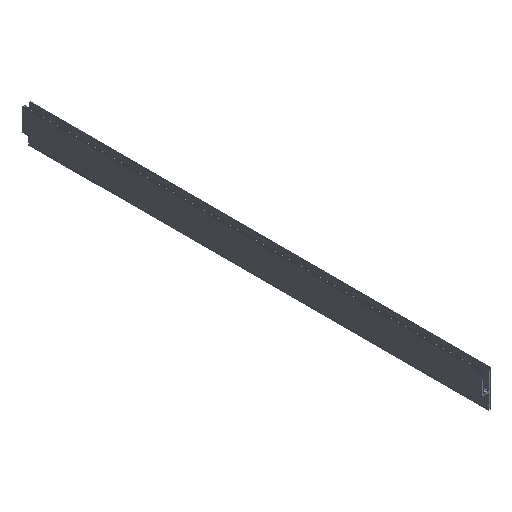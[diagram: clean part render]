
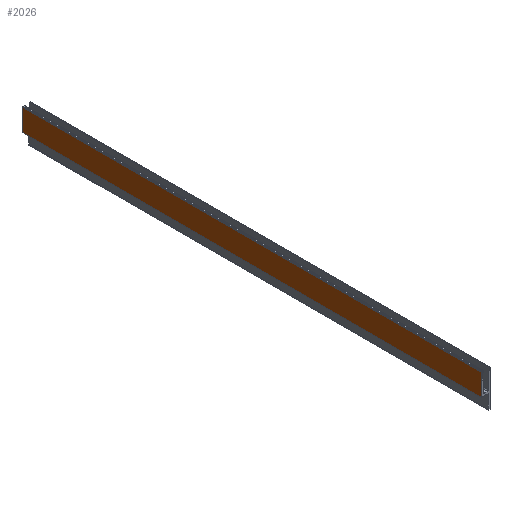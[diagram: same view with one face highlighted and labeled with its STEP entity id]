
A CAD part, isometric view. The second image highlights one B-rep face of the part: STEP entity #2026.
In plain terms, the highlighted planar face has unit normal (-1, 0, 0).
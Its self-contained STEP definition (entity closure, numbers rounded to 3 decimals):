
#1 = DIRECTION ( 'NONE',  ( 0., 0., -1. ) ) ;
#5 = VERTEX_POINT ( 'NONE', #1706 ) ;
#20 = DIRECTION ( 'NONE',  ( 0., 0., -1. ) ) ;
#50 = EDGE_CURVE ( 'NONE', #2099, #1463, #806, .T. ) ;
#82 = EDGE_CURVE ( 'NONE', #1463, #5, #1341, .T. ) ;
#179 = LINE ( 'NONE', #2337, #2343 ) ;
#204 = CARTESIAN_POINT ( 'NONE',  ( -22.434, -1250., 118.56 ) ) ;
#304 = EDGE_CURVE ( 'NONE', #1620, #2099, #179, .T. ) ;
#327 = VECTOR ( 'NONE', #1700, 1000. ) ;
#376 = FACE_OUTER_BOUND ( 'NONE', #1592, .T. ) ;
#433 = DIRECTION ( 'NONE',  ( 0., 1., 0. ) ) ;
#443 = DIRECTION ( 'NONE',  ( 0., 0., 1. ) ) ;
#717 = VECTOR ( 'NONE', #433, 1000. ) ;
#806 = LINE ( 'NONE', #1545, #717 ) ;
#836 = CARTESIAN_POINT ( 'NONE',  ( -22.434, 2500., 118.56 ) ) ;
#953 = CARTESIAN_POINT ( 'NONE',  ( -22.434, -1250., 0. ) ) ;
#962 = ORIENTED_EDGE ( 'NONE', *, *, #82, .F. ) ;
#1087 = CARTESIAN_POINT ( 'NONE',  ( -22.434, 1250., 0. ) ) ;
#1104 = CARTESIAN_POINT ( 'NONE',  ( -22.434, -2500., 119.56 ) ) ;
#1186 = ORIENTED_EDGE ( 'NONE', *, *, #50, .F. ) ;
#1328 = EDGE_CURVE ( 'NONE', #1620, #5, #1709, .T. ) ;
#1341 = LINE ( 'NONE', #2071, #2333 ) ;
#1438 = ORIENTED_EDGE ( 'NONE', *, *, #304, .F. ) ;
#1441 = PLANE ( 'NONE',  #2207 ) ;
#1463 = VERTEX_POINT ( 'NONE', #1087 ) ;
#1545 = CARTESIAN_POINT ( 'NONE',  ( -22.434, -2500., 0. ) ) ;
#1592 = EDGE_LOOP ( 'NONE', ( #1438, #2229, #962, #1186 ) ) ;
#1620 = VERTEX_POINT ( 'NONE', #204 ) ;
#1700 = DIRECTION ( 'NONE',  ( 0., 1., 0. ) ) ;
#1706 = CARTESIAN_POINT ( 'NONE',  ( -22.434, 1250., 118.56 ) ) ;
#1709 = LINE ( 'NONE', #836, #327 ) ;
#1827 = DIRECTION ( 'NONE',  ( 1., 0., 0. ) ) ;
#2026 = ADVANCED_FACE ( 'NONE', ( #376 ), #1441, .F. ) ;
#2071 = CARTESIAN_POINT ( 'NONE',  ( -22.434, 1250., 119.56 ) ) ;
#2099 = VERTEX_POINT ( 'NONE', #953 ) ;
#2207 = AXIS2_PLACEMENT_3D ( 'NONE', #1104, #1827, #20 ) ;
#2229 = ORIENTED_EDGE ( 'NONE', *, *, #1328, .T. ) ;
#2333 = VECTOR ( 'NONE', #443, 1000. ) ;
#2337 = CARTESIAN_POINT ( 'NONE',  ( -22.434, -1250., 119.56 ) ) ;
#2343 = VECTOR ( 'NONE', #1, 1000. ) ;
